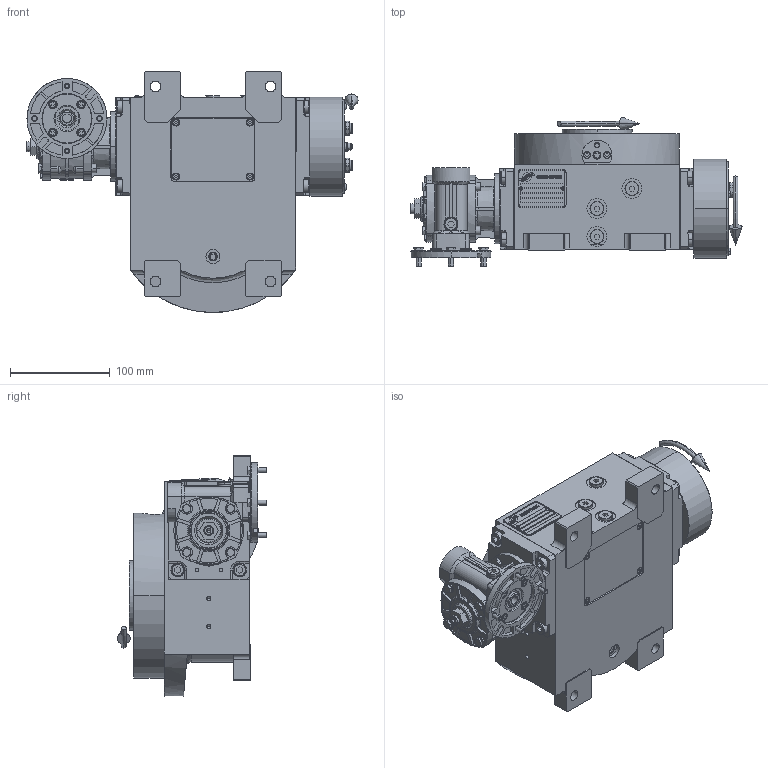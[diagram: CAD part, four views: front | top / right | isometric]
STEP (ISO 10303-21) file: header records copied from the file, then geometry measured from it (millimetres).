
FILE_DESCRIPTION (( 'STEP AP214' ), '1' );
FILE_NAME ('PC5200396.step', '2024-06-14T06:55:12', ( '' ), ( '' ), 'SwSTEP 2.0', 'SolidWorks 2020', '' );
FILE_SCHEMA (( 'AUTOMOTIVE_DESIGN' ));
Length unit declared in the file: millimetre
Products named in the file (76): 900_38_10_023.stp; cfn2000_01_147; cfn2155_01_055; cfn2205_01_012; CFN2000_01_185.stp; olio_agip_blasia_150; cfn2073_01_011; cfn2077_01_018; rig04_003_6; AS_rig04_015; rig04_071_6_m.stp; AS_rig04_004; cfn2070_05_001; cfn2128_04_011; rig04_004; cfn2000_01_129; CFN2000_01_183.stp; 900_38_30_005.stp; CFN2008_01_002.stp; AS_rig04_071_6_m; CFN2010_01_006.stp; freccia_angolare; CFN2010_02_002.stp; cfn2003_01_063; cfn2400_34_001.stp; rig04_001_a; rig04_015; CFN2104_02_017.stp; cfn2400_34_001; cfn2115_01_001; rig04_002_bl; cfn2276_01_065; CFN2400_08_001.stp; cfn2476_01_001_48x38; freccia_angolare_albero; CFN2223_01-390X6-B.stp; PC5200396; CFN2155_01_007.stp; RMI28_FL_LCB_DX_56B14; cfn2107_01_001 ...
Assembly tree (71 placements, depth 5):
  cfn2205_01_012
  olio_agip_blasia_150
  cfn2077_01_018
  CFN2010_01_006.stp
  cfn2276_01_065
Bounding box: 332 x 149.5 x 240.99 mm (x, y, z)
Volume: 1663888.4 mm3; surface area: 508320.7 mm2
Topology: 74 solids, 74 shells, 3766 faces, 9228 edges, 5839 vertices
Faces by surface type: plane 1744, cylinder 1228, cone 624, torus 117, bspline 33, sphere 20
Entity records: 121716 total; most frequent: CARTESIAN_POINT 28785, DIRECTION 18104, ORIENTED_EDGE 17548, EDGE_CURVE 8774, AXIS2_PLACEMENT_3D 6669, VERTEX_POINT 5631, LINE 4766, VECTOR 4766
